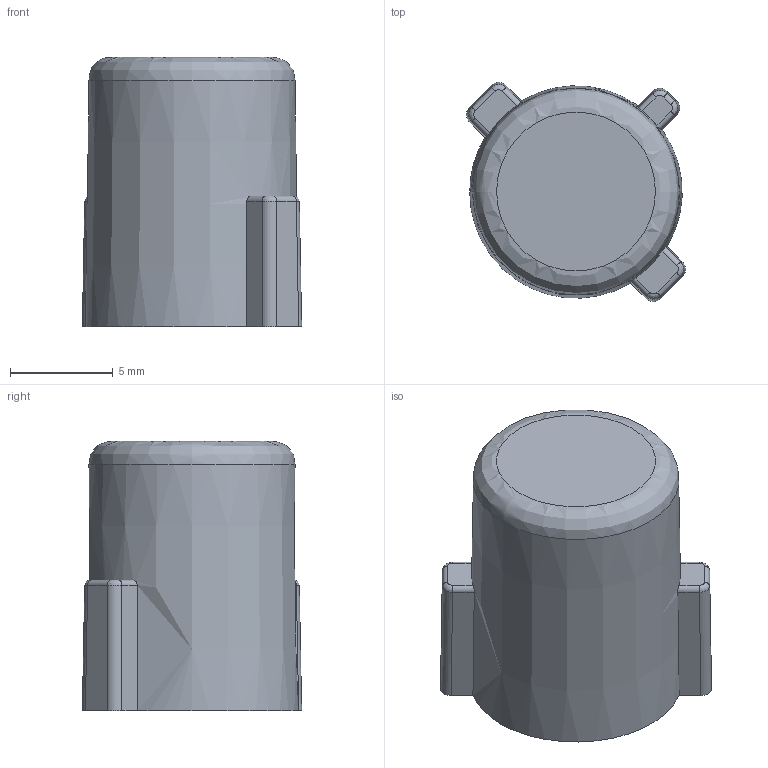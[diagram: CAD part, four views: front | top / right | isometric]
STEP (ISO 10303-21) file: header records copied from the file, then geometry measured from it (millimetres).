
FILE_DESCRIPTION(/* description */ (''),/* implementation_level */ '2;1');
FILE_NAME(/* name */ 'HHL B OEM.step',/* time_stamp */ '2023-01-19T19:16:14-08:00',/* author */ (''),/* organization */ (''),/* preprocessor_version */ 'ST-DEVELOPER v19.2',/* originating_system */ 'Autodesk Translation Framework v11.17.0.187',/* authorisation */ '');
FILE_SCHEMA (('AUTOMOTIVE_DESIGN { 1 0 10303 214 3 1 1 }'));
Length unit declared in the file: millimetre
Products named in the file (1): HHL B OEM
Bounding box: 10.67 x 10.67 x 13.1 mm (x, y, z)
Volume: 567.7 mm3; surface area: 1245.9 mm2
Topology: 1 solids, 1 shells, 57 faces, 143 edges, 91 vertices
Faces by surface type: plane 17, bspline 16, cylinder 15, cone 9
Entity records: 2444 total; most frequent: CARTESIAN_POINT 1128, ORIENTED_EDGE 286, DIRECTION 240, EDGE_CURVE 143, AXIS2_PLACEMENT_3D 97, VERTEX_POINT 91, EDGE_LOOP 60, FACE_OUTER_BOUND 57
